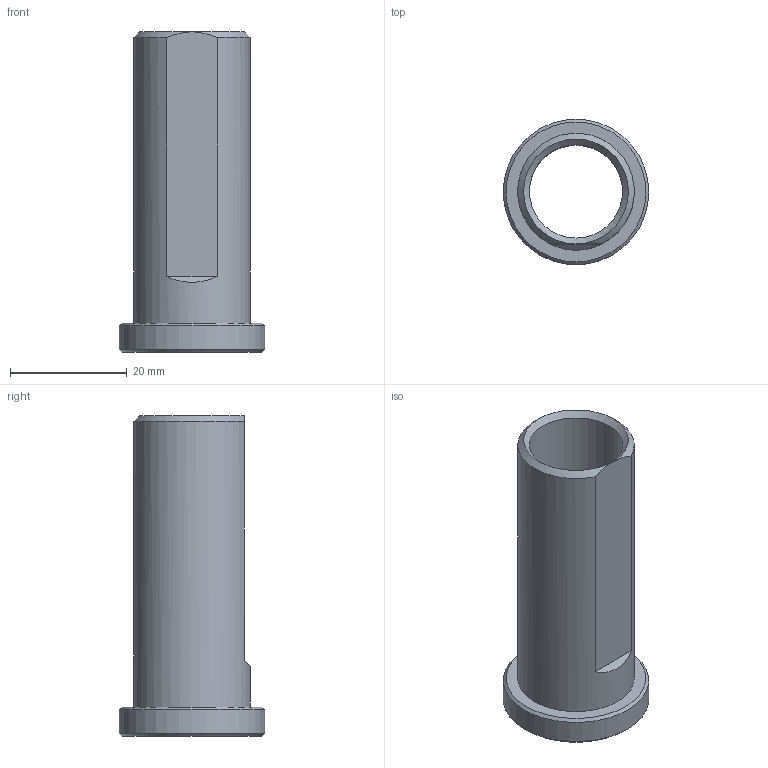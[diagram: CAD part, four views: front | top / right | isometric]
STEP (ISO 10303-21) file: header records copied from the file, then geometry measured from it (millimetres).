
FILE_DESCRIPTION(/* description */ (''),/* implementation_level */ '2;1');
FILE_NAME(/* name */ '1574159930010.stp',/* time_stamp */ '2019-11-19T16:09:04+06:00',/* author */ (''),/* organization */ ('SMS'),/* preprocessor_version */ 'ST-DEVELOPER v16.7',/* originating_system */ 'SIEMENS PLM Software NX 12.0',/* authorisation */ '');
FILE_SCHEMA (('AUTOMOTIVE_DESIGN { 1 0 10303 214 3 1 1 1 }'));
Length unit declared in the file: millimetre
Products named in the file (1): 201993477mod000_00
Bounding box: 25 x 25 x 55 mm (x, y, z)
Volume: 6776.2 mm3; surface area: 6738.6 mm2
Topology: 1 solids, 1 shells, 12 faces, 25 edges, 18 vertices
Faces by surface type: cone 5, plane 4, cylinder 3
Full cylindrical faces by diameter (mm): 16 x1, 20 x1, 25 x1
Entity records: 342 total; most frequent: DIRECTION 57, CARTESIAN_POINT 54, ORIENTED_EDGE 32, AXIS2_PLACEMENT_3D 27, EDGE_LOOP 21, FACE_BOUND 18, EDGE_CURVE 16, VERTEX_POINT 13
